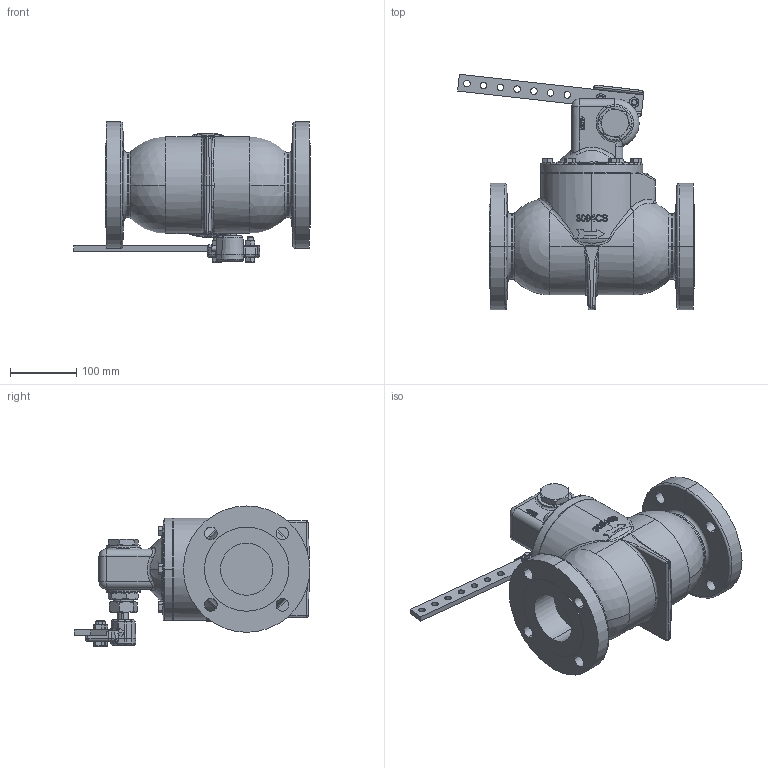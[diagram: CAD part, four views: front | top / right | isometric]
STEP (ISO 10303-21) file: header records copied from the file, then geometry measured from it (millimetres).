
FILE_DESCRIPTION (( 'STEP AP203' ), '1' );
FILE_NAME ('3 INCH 327 FOT-PB-S (CAH).STEP', '2016-04-14T21:31:53', ( 'PCTech' ), ( 'Microsoft' ), 'SwSTEP 2.0', 'SolidWorks 2015', '' );
FILE_SCHEMA (( 'CONFIG_CONTROL_DESIGN' ));
Products named in the file (1): 3 INCH 327 FOT-PB-S (CAH)
Bounding box: 357.2 x 355.25 x 211.2 mm (x, y, z)
Volume: 6875702.8 mm3; surface area: 400595.6 mm2
Topology: 1 solids, 1 shells, 1310 faces, 3359 edges, 2124 vertices
Faces by surface type: plane 653, cylinder 235, bspline 209, cone 151, torus 44, sphere 18
Entity records: 57753 total; most frequent: CARTESIAN_POINT 28299, ORIENTED_EDGE 6670, DIRECTION 5243, EDGE_CURVE 3335, VERTEX_POINT 2122, AXIS2_PLACEMENT_3D 1822, LINE 1599, VECTOR 1599
